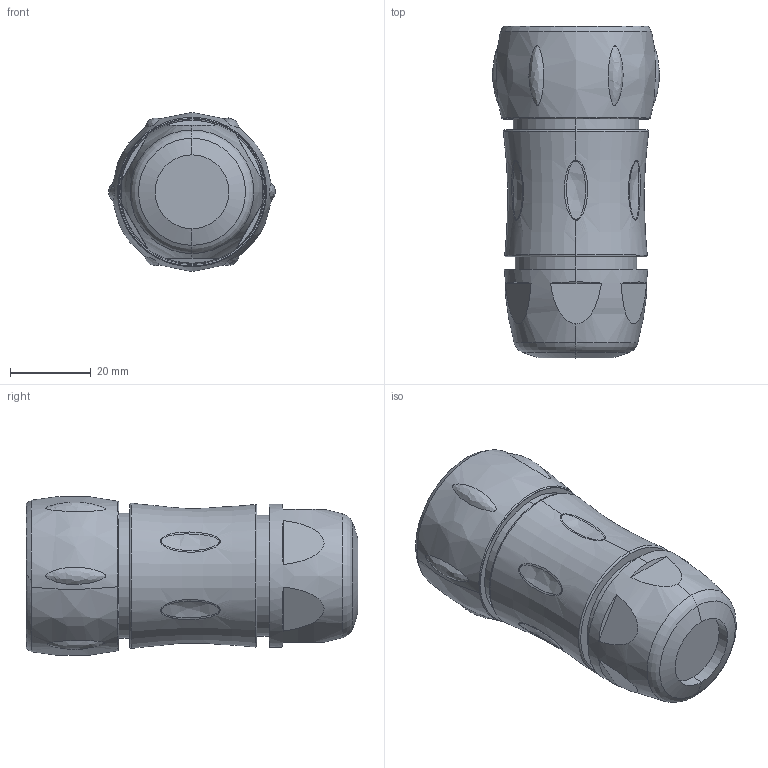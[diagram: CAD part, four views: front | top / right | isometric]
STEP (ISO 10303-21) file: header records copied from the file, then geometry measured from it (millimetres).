
FILE_DESCRIPTION((''),'2;1');
FILE_NAME('99889','2013-02-25T',('sreeragv'),('Souriau'),'PRO/ENGINEER BY PARAMETRIC TECHNOLOGY CORPORATION, 2010140','PRO/ENGINEER BY PARAMETRIC TECHNOLOGY CORPORATION, 2010140','');
FILE_SCHEMA(('CONFIG_CONTROL_DESIGN'));
Length unit declared in the file: millimetre
Products named in the file (1): 99889
Bounding box: 41.39 x 82.19 x 39.42 mm (x, y, z)
Volume: 74266.2 mm3; surface area: 17056.3 mm2
Topology: 1 solids, 1 shells, 320 faces, 807 edges, 528 vertices
Faces by surface type: plane 200, cylinder 52, torus 28, bspline 28, sphere 12
Entity records: 13712 total; most frequent: CARTESIAN_POINT 6048, ORIENTED_EDGE 1614, DIRECTION 1510, EDGE_CURVE 807, VECTOR 534, LINE 534, VERTEX_POINT 528, AXIS2_PLACEMENT_3D 488
